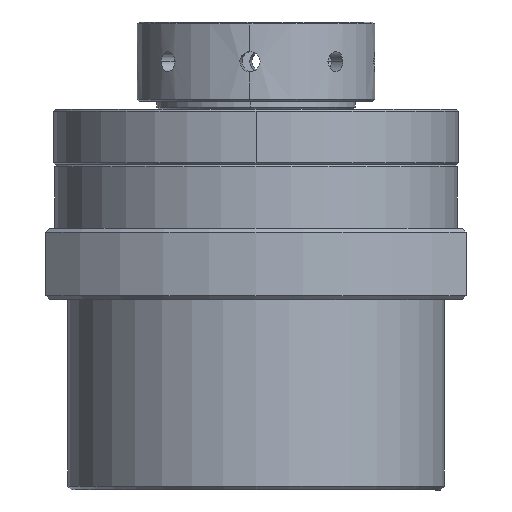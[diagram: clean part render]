
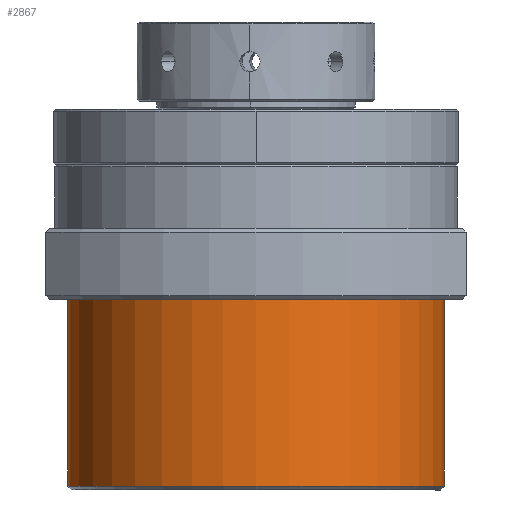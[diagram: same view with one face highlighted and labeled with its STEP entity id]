
A CAD part, front view. The second image highlights one B-rep face of the part: STEP entity #2867.
In plain terms, the highlighted cylindrical face has radius 47.5 mm (diameter 95 mm), a partial arc.
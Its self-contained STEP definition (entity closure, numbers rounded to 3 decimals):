
#1598 = EDGE_CURVE ( 'NONE', #5347, #5346, #11085, .T. ) ;
#1600 = EDGE_CURVE ( 'NONE', #5345, #5344, #11083, .T. ) ;
#1698 = EDGE_CURVE ( 'NONE', #5344, #5346, #11237, .T. ) ;
#1715 = EDGE_CURVE ( 'NONE', #5347, #5345, #11255, .T. ) ;
#2867 = ADVANCED_FACE ( 'NONE', ( #11970 ), #11973, .T. ) ;
#3442 = ORIENTED_EDGE ( 'NONE', *, *, #1598, .F. ) ;
#3443 = ORIENTED_EDGE ( 'NONE', *, *, #1715, .T. ) ;
#3444 = ORIENTED_EDGE ( 'NONE', *, *, #1600, .T. ) ;
#3445 = ORIENTED_EDGE ( 'NONE', *, *, #1698, .T. ) ;
#5344 = VERTEX_POINT ( 'NONE', #18077 ) ;
#5345 = VERTEX_POINT ( 'NONE', #18073 ) ;
#5346 = VERTEX_POINT ( 'NONE', #18078 ) ;
#5347 = VERTEX_POINT ( 'NONE', #18064 ) ;
#9373 = AXIS2_PLACEMENT_3D ( 'NONE', #10662, #10664, #10665 ) ;
#9387 = AXIS2_PLACEMENT_3D ( 'NONE', #10607, #10614, #10615 ) ;
#9726 = AXIS2_PLACEMENT_3D ( 'NONE', #16180, #16179, #16178 ) ;
#10361 = CARTESIAN_POINT ( 'NONE',  ( -91.071, 0., -47.5 ) ) ;
#10368 = DIRECTION ( 'NONE',  ( -1., 0., 0. ) ) ;
#10372 = CARTESIAN_POINT ( 'NONE',  ( -91.071, 0., 47.5 ) ) ;
#10373 = DIRECTION ( 'NONE',  ( -1., 0., 0. ) ) ;
#10607 = CARTESIAN_POINT ( 'NONE',  ( -81., 0., 0. ) ) ;
#10614 = DIRECTION ( 'NONE',  ( 1., 0., 0. ) ) ;
#10615 = DIRECTION ( 'NONE',  ( 0., 0., 1. ) ) ;
#10662 = CARTESIAN_POINT ( 'NONE',  ( -34., 0., 0. ) ) ;
#10664 = DIRECTION ( 'NONE',  ( -1., 0., 0. ) ) ;
#10665 = DIRECTION ( 'NONE',  ( 0., 0., 1. ) ) ;
#11081 = VECTOR ( 'NONE', #10368, 1000. ) ;
#11083 = LINE ( 'NONE', #10372, #11084 ) ;
#11084 = VECTOR ( 'NONE', #10373, 1000. ) ;
#11085 = LINE ( 'NONE', #10361, #11081 ) ;
#11237 = CIRCLE ( 'NONE', #9387, 47.5 ) ;
#11255 = CIRCLE ( 'NONE', #9373, 47.5 ) ;
#11970 = FACE_OUTER_BOUND ( 'NONE', #18369, .T. ) ;
#11973 = CYLINDRICAL_SURFACE ( 'NONE', #9726, 47.5 ) ;
#16178 = DIRECTION ( 'NONE',  ( 0., 0., 1. ) ) ;
#16179 = DIRECTION ( 'NONE',  ( -1., 0., 0. ) ) ;
#16180 = CARTESIAN_POINT ( 'NONE',  ( -91.071, 0., 0. ) ) ;
#18064 = CARTESIAN_POINT ( 'NONE',  ( -34., 0., -47.5 ) ) ;
#18073 = CARTESIAN_POINT ( 'NONE',  ( -34., 0., 47.5 ) ) ;
#18077 = CARTESIAN_POINT ( 'NONE',  ( -81., 0., 47.5 ) ) ;
#18078 = CARTESIAN_POINT ( 'NONE',  ( -81., 0., -47.5 ) ) ;
#18369 = EDGE_LOOP ( 'NONE', ( #3442, #3443, #3444, #3445 ) ) ;
